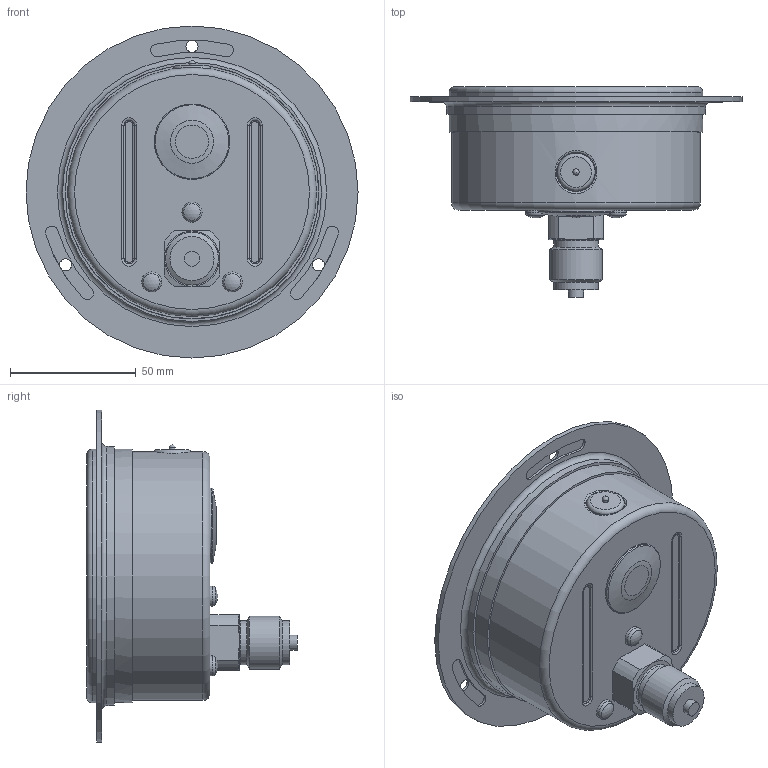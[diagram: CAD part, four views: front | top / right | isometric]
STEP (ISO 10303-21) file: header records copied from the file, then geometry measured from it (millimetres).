
FILE_DESCRIPTION(/* description */ (''),/* implementation_level */ '2;1');
FILE_NAME(/* name */ 'RF100I_D431_853XX431.stp',/* time_stamp */ '2018-01-16T11:28:46+01:00',/* author */ ('acgl'),/* organization */ (''),/* preprocessor_version */ 'ST-DEVELOPER v15.6',/* originating_system */ 'Autodesk Inventor 2015',/* authorisation */ '');
FILE_SCHEMA (('AUTOMOTIVE_DESIGN { 1 0 10303 214 3 1 1 }'));
Length unit declared in the file: centimetre
Products named in the file (1): RF100I_D431_853XX431
Bounding box: 132 x 83.69 x 132 mm (x, y, z)
Volume: 393794.1 mm3; surface area: 45089.4 mm2
Topology: 1 solids, 1 shells, 95 faces, 211 edges, 136 vertices
Faces by surface type: cylinder 39, plane 21, torus 18, cone 10, sphere 4, bspline 3
Full cylindrical faces by diameter (mm): 2.5 x1, 4.8 x3, 6 x1, 15 x1, 17.5 x2, 20.96 x1, 30 x1, 99 x1, 100.8 x2, 103 x1, 132 x1
Entity records: 2869 total; most frequent: CARTESIAN_POINT 703, DIRECTION 454, ORIENTED_EDGE 338, AXIS2_PLACEMENT_3D 209, EDGE_CURVE 169, EDGE_LOOP 151, VERTEX_POINT 126, CIRCLE 116
